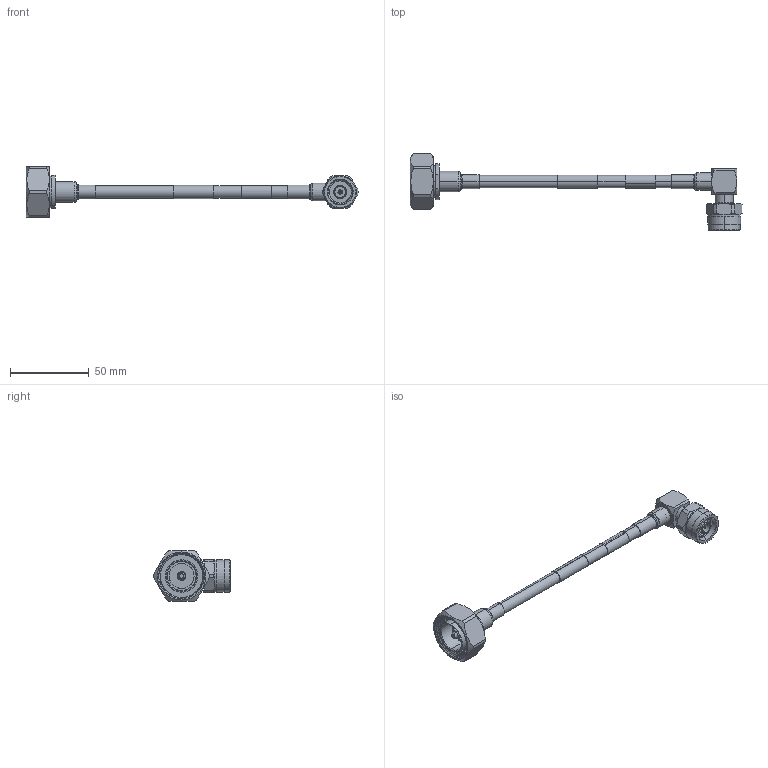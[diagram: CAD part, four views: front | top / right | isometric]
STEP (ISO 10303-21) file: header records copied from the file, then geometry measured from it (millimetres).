
FILE_DESCRIPTION (( 'STEP AP214' ), '1' );
FILE_NAME ('LCCA31001.step', '2022-10-04T19:11:23', ( '' ), ( '' ), 'SwSTEP 2.0', 'SolidWorks 2021', '' );
FILE_SCHEMA (( 'AUTOMOTIVE_DESIGN' ));
Length unit declared in the file: inch
Products named in the file (8): SPF-250-LC^LCCA31001; LCCA31001; TC-250-NM-RA-LP-LC^LCCA31001; HT SHRINK, RA N MALE^LCCA31001; LCCA31001 LABEL^LCCA31001; TC-250-716M-LP-LC^LCCA31001; HT SHRINK, 7_16 DIN M^LCCA31001; PIM LABEL^LCCA31001
Assembly tree (7 placements, depth 2):
  LCCA31001
    SPF-250-LC^LCCA31001
    TC-250-716M-LP-LC^LCCA31001
    TC-250-NM-RA-LP-LC^LCCA31001
    LCCA31001 LABEL^LCCA31001
    HT SHRINK, 7_16 DIN M^LCCA31001
    HT SHRINK, RA N MALE^LCCA31001
    PIM LABEL^LCCA31001
Bounding box: 210.64 x 48.79 x 31.75 mm (x, y, z)
Volume: 25977.1 mm3; surface area: 22257 mm2
Topology: 9 solids, 10 shells, 331 faces, 774 edges, 488 vertices
Faces by surface type: cylinder 135, plane 89, cone 71, bspline 18, torus 18
Entity records: 14913 total; most frequent: CARTESIAN_POINT 7182, ORIENTED_EDGE 1548, DIRECTION 1538, EDGE_CURVE 774, AXIS2_PLACEMENT_3D 645, VERTEX_POINT 488, EDGE_LOOP 370, ADVANCED_FACE 331
